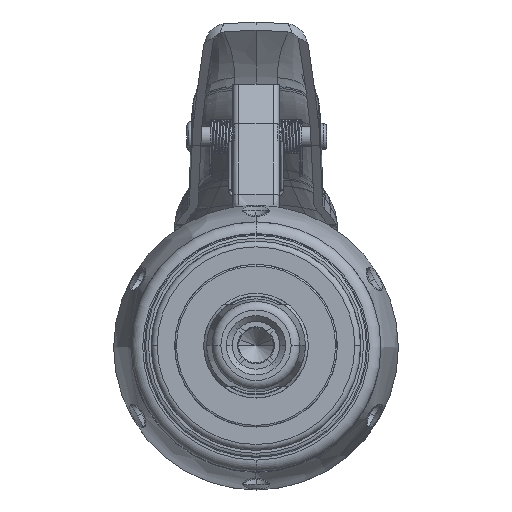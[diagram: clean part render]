
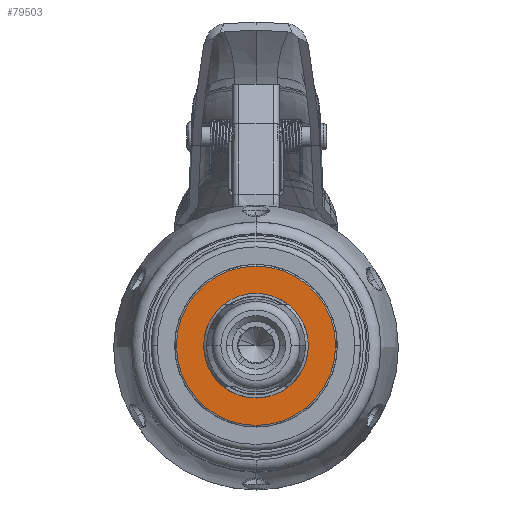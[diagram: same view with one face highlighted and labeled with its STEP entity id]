
A CAD part, top view. The second image highlights one B-rep face of the part: STEP entity #79503.
In plain terms, the highlighted planar face has unit normal (0, 0, 1).
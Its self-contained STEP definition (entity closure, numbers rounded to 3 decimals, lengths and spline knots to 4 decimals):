
#14851=CARTESIAN_POINT('',(0.,0.,-0.15));
#14852=DIRECTION('',(0.,0.,1.));
#14853=DIRECTION('',(0.,1.,0.));
#14854=AXIS2_PLACEMENT_3D('',#14851,#14852,#14853);
#15446=CARTESIAN_POINT('',(0.,0.,-0.15));
#15447=DIRECTION('',(0.,0.,1.));
#15448=DIRECTION('',(0.,-1.,0.));
#15449=AXIS2_PLACEMENT_3D('',#15446,#15447,#15448);
#15466=CARTESIAN_POINT('',(0.,0.,-0.15));
#15467=DIRECTION('',(0.,0.,-1.));
#15468=DIRECTION('',(1.,0.,0.));
#15469=AXIS2_PLACEMENT_3D('',#15466,#15467,#15468);
#15471=CARTESIAN_POINT('',(0.,0.,-0.15));
#15472=DIRECTION('',(0.,0.,-1.));
#15473=DIRECTION('',(-1.,0.,0.));
#15474=AXIS2_PLACEMENT_3D('',#15471,#15472,#15473);
#70136=CARTESIAN_POINT('',(0.,0.5394,-0.15));
#70137=CARTESIAN_POINT('',(0.,-0.5394,-0.15));
#70138=VERTEX_POINT('',#70136);
#70139=VERTEX_POINT('',#70137);
#73018=CARTESIAN_POINT('',(0.2953,0.,-0.15));
#73019=CARTESIAN_POINT('',(-0.2953,0.,-0.15));
#73020=VERTEX_POINT('',#73018);
#73021=VERTEX_POINT('',#73019);
#79488=CARTESIAN_POINT('',(0.,0.,-0.15));
#79489=DIRECTION('',(0.,0.,-1.));
#79490=DIRECTION('',(0.,1.,0.));
#79491=AXIS2_PLACEMENT_3D('',#79488,#79489,#79490);
#79492=PLANE('',#79491);
#79493=ORIENTED_EDGE('',*,*,#79316,.F.);
#79494=ORIENTED_EDGE('',*,*,#79474,.F.);
#79495=EDGE_LOOP('',(#79493,#79494));
#79496=FACE_OUTER_BOUND('',#79495,.F.);
#79498=ORIENTED_EDGE('',*,*,#79497,.F.);
#79500=ORIENTED_EDGE('',*,*,#79499,.F.);
#79501=EDGE_LOOP('',(#79498,#79500));
#79502=FACE_BOUND('',#79501,.F.);
#79503=ADVANCED_FACE('',(#79496,#79502),#79492,.F.);
#14855=CIRCLE('',#14854,0.5394);
#15450=CIRCLE('',#15449,0.5394);
#15470=CIRCLE('',#15469,0.2953);
#15475=CIRCLE('',#15474,0.2953);
#79316=EDGE_CURVE('',#70138,#70139,#14855,.T.);
#79474=EDGE_CURVE('',#70139,#70138,#15450,.T.);
#79497=EDGE_CURVE('',#73020,#73021,#15470,.T.);
#79499=EDGE_CURVE('',#73021,#73020,#15475,.T.);
